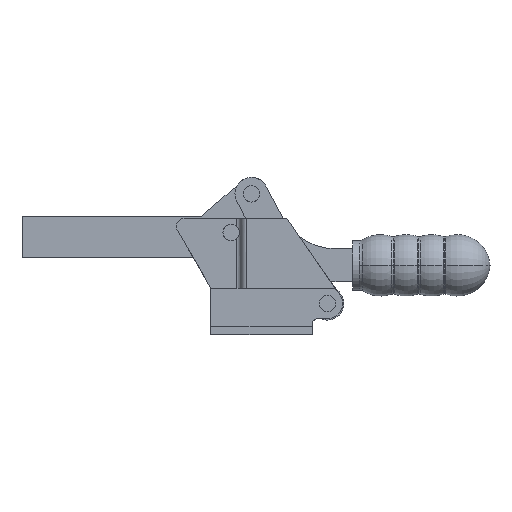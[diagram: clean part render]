
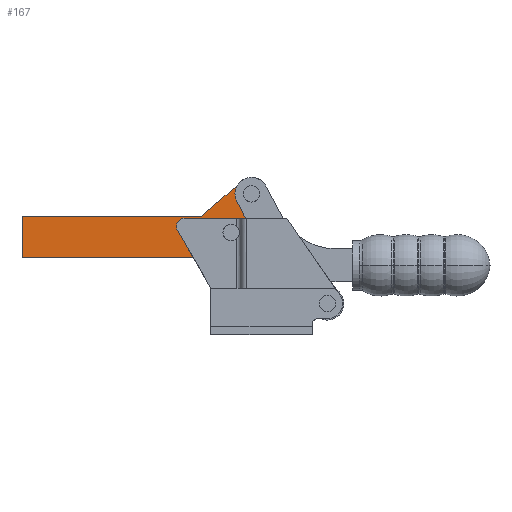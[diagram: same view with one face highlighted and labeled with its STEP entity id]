
A CAD part, top view. The second image highlights one B-rep face of the part: STEP entity #167.
In plain terms, the highlighted planar face has unit normal (0, 0, 1).
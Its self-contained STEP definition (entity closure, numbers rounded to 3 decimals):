
#167 = ADVANCED_FACE( '', ( #430 ), #431, .T. );
#430 = FACE_OUTER_BOUND( '', #773, .T. );
#431 = PLANE( '', #774 );
#773 = EDGE_LOOP( '', ( #1674, #1675, #1676, #1677, #1678, #1679, #1680, #1681, #1682 ) );
#774 = AXIS2_PLACEMENT_3D( '', #1683, #1684, #1685 );
#1674 = ORIENTED_EDGE( '', *, *, #2611, .T. );
#1675 = ORIENTED_EDGE( '', *, *, #2625, .T. );
#1676 = ORIENTED_EDGE( '', *, *, #2643, .T. );
#1677 = ORIENTED_EDGE( '', *, *, #2644, .T. );
#1678 = ORIENTED_EDGE( '', *, *, #2645, .T. );
#1679 = ORIENTED_EDGE( '', *, *, #2646, .T. );
#1680 = ORIENTED_EDGE( '', *, *, #2647, .F. );
#1681 = ORIENTED_EDGE( '', *, *, #2648, .F. );
#1682 = ORIENTED_EDGE( '', *, *, #2634, .F. );
#1683 = CARTESIAN_POINT( '', ( 0., 0., 4. ) );
#1684 = DIRECTION( '', ( 0., 0., 1. ) );
#1685 = DIRECTION( '', ( 1., 0., 0. ) );
#2611 = EDGE_CURVE( '', #3263, #3265, #3267, .T. );
#2625 = EDGE_CURVE( '', #3265, #3290, #3291, .T. );
#2634 = EDGE_CURVE( '', #3263, #3305, #3306, .T. );
#2643 = EDGE_CURVE( '', #3290, #3322, #3323, .T. );
#2644 = EDGE_CURVE( '', #3322, #3324, #3325, .T. );
#2645 = EDGE_CURVE( '', #3324, #3326, #3327, .T. );
#2646 = EDGE_CURVE( '', #3326, #3328, #3329, .T. );
#2647 = EDGE_CURVE( '', #3330, #3328, #3331, .T. );
#2648 = EDGE_CURVE( '', #3305, #3330, #3332, .T. );
#3263 = VERTEX_POINT( '', #4225 );
#3265 = VERTEX_POINT( '', #4228 );
#3267 = LINE( '', #4231, #4232 );
#3290 = VERTEX_POINT( '', #4265 );
#3291 = CIRCLE( '', #4266, 9.6 );
#3305 = VERTEX_POINT( '', #4285 );
#3306 = LINE( '', #4286, #4287 );
#3322 = VERTEX_POINT( '', #4309 );
#3323 = LINE( '', #4310, #4311 );
#3324 = VERTEX_POINT( '', #4312 );
#3325 = LINE( '', #4313, #4314 );
#3326 = VERTEX_POINT( '', #4315 );
#3327 = LINE( '', #4316, #4317 );
#3328 = VERTEX_POINT( '', #4318 );
#3329 = LINE( '', #4319, #4320 );
#3330 = VERTEX_POINT( '', #4321 );
#3331 = LINE( '', #4322, #4323 );
#3332 = CIRCLE( '', #4324, 4.8 );
#4225 = CARTESIAN_POINT( '', ( 130.194, 67.79, 4. ) );
#4228 = CARTESIAN_POINT( '', ( 125.11, 77.418, 4. ) );
#4231 = CARTESIAN_POINT( '', ( 138.445, 52.16, 4. ) );
#4232 = VECTOR( '', #5269, 1. );
#4265 = CARTESIAN_POINT( '', ( 125.363, 86.831, 4. ) );
#4266 = AXIS2_PLACEMENT_3D( '', #5289, #5290, #5291 );
#4285 = CARTESIAN_POINT( '', ( 94.448, 67.79, 4. ) );
#4286 = CARTESIAN_POINT( '', ( 27.5, 67.79, 4. ) );
#4287 = VECTOR( '', #5306, 1. );
#4309 = CARTESIAN_POINT( '', ( 104.5, 69., 4. ) );
#4310 = CARTESIAN_POINT( '', ( 127.688, 88.818, 4. ) );
#4311 = VECTOR( '', #5319, 1. );
#4312 = CARTESIAN_POINT( '', ( 0., 69., 4. ) );
#4313 = CARTESIAN_POINT( '', ( 104.5, 69., 4. ) );
#4314 = VECTOR( '', #5320, 1. );
#4315 = CARTESIAN_POINT( '', ( 0., 45., 4. ) );
#4316 = CARTESIAN_POINT( '', ( 0., 69., 4. ) );
#4317 = VECTOR( '', #5321, 1. );
#4318 = CARTESIAN_POINT( '', ( 99.608, 45., 4. ) );
#4319 = CARTESIAN_POINT( '', ( 0., 45., 4. ) );
#4320 = VECTOR( '', #5322, 1. );
#4321 = CARTESIAN_POINT( '', ( 90.601, 60.6, 4. ) );
#4322 = CARTESIAN_POINT( '', ( 102.096, 40.691, 4. ) );
#4323 = VECTOR( '', #5323, 1. );
#4324 = AXIS2_PLACEMENT_3D( '', #5324, #5325, #5326 );
#5269 = DIRECTION( '', ( -0.467, 0.884, 0. ) );
#5289 = CARTESIAN_POINT( '', ( 133.6, 81.9, 4. ) );
#5290 = DIRECTION( '', ( 0., 0., -1. ) );
#5291 = DIRECTION( '', ( 0.884, 0.467, 0. ) );
#5306 = DIRECTION( '', ( -1., 0., 0. ) );
#5319 = DIRECTION( '', ( -0.76, -0.65, 0. ) );
#5320 = DIRECTION( '', ( -1., 0., 0. ) );
#5321 = DIRECTION( '', ( 0., -1., 0. ) );
#5322 = DIRECTION( '', ( 1., 0., 0. ) );
#5323 = DIRECTION( '', ( 0.5, -0.866, 0. ) );
#5324 = CARTESIAN_POINT( '', ( 94.758, 63., 4. ) );
#5325 = DIRECTION( '', ( 0., 0., 1. ) );
#5326 = DIRECTION( '', ( 0., 1., 0. ) );
